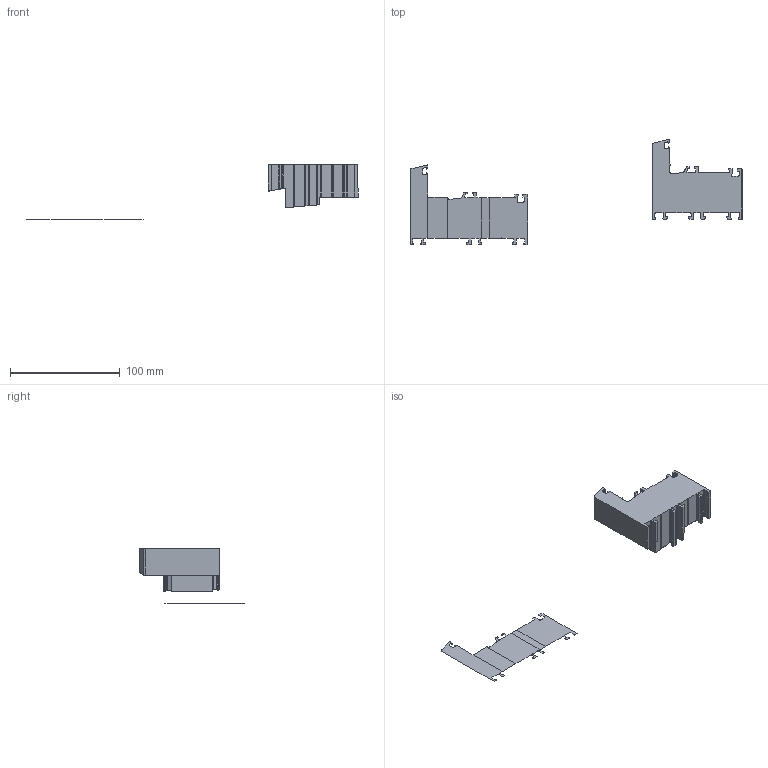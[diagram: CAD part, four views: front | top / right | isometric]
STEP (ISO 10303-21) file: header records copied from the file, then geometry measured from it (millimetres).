
FILE_DESCRIPTION(/* description */ (''),/* implementation_level */ '2;1');
FILE_NAME(/* name */ 'ABWICK~2',/* time_stamp */ '2018-09-02T10:26:13+02:00',/* author */ (''),/* organization */ (''),/* preprocessor_version */ 'ST-DEVELOPER v16.5',/* originating_system */ '',/* authorisation */ '');
FILE_SCHEMA (('AUTOMOTIVE_DESIGN'));
Length unit declared in the file: millimetre
Products named in the file (1): Document
Bounding box: 302.88 x 96.3 x 50 mm (x, y, z)
Surface area: 25576.5 mm2 (no closed solid volume)
Topology: 0 solids, 155 shells, 163 faces, 986 edges, 1143 vertices
Faces by surface type: plane 97, bspline 66
Entity records: 11573 total; most frequent: CARTESIAN_POINT 5076, ORIENTED_EDGE 829, EDGE_CURVE 821, VERTEX_POINT 813, B_SPLINE_CURVE_WITH_KNOTS 695, COLOUR_RGB 320, PRESENTATION_STYLE_ASSIGNMENT 320, STYLED_ITEM 320
